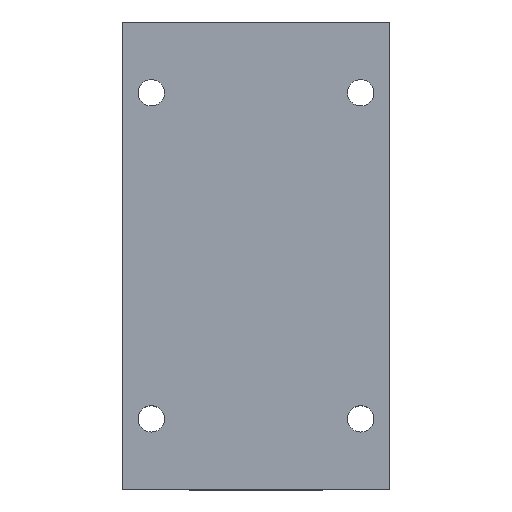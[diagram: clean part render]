
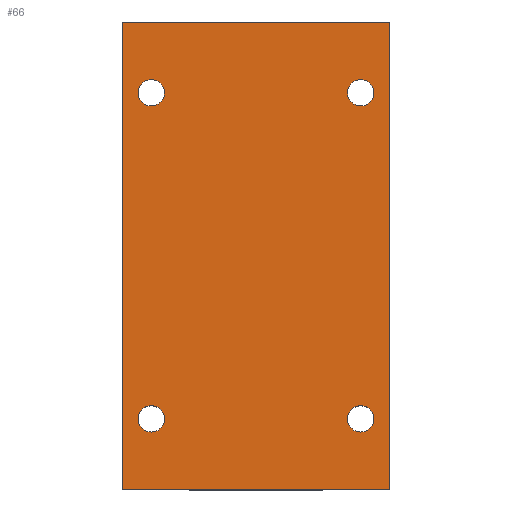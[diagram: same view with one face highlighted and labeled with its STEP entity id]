
A CAD part, top view. The second image highlights one B-rep face of the part: STEP entity #66.
In plain terms, the highlighted planar face has unit normal (0, 0, 1).
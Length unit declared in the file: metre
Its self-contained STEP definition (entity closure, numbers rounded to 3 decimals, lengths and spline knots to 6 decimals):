
#66 = ADVANCED_FACE( '', ( #158, #159, #160, #161, #162 ), #163, .T. );
#158 = FACE_BOUND( '', #289, .T. );
#159 = FACE_BOUND( '', #290, .T. );
#160 = FACE_BOUND( '', #291, .T. );
#161 = FACE_BOUND( '', #292, .T. );
#162 = FACE_OUTER_BOUND( '', #293, .T. );
#163 = PLANE( '', #294 );
#289 = EDGE_LOOP( '', ( #428 ) );
#290 = EDGE_LOOP( '', ( #429 ) );
#291 = EDGE_LOOP( '', ( #430 ) );
#292 = EDGE_LOOP( '', ( #431 ) );
#293 = EDGE_LOOP( '', ( #432, #433, #434, #435 ) );
#294 = AXIS2_PLACEMENT_3D( '', #436, #437, #438 );
#428 = ORIENTED_EDGE( '', *, *, #715, .F. );
#429 = ORIENTED_EDGE( '', *, *, #716, .F. );
#430 = ORIENTED_EDGE( '', *, *, #717, .F. );
#431 = ORIENTED_EDGE( '', *, *, #718, .F. );
#432 = ORIENTED_EDGE( '', *, *, #719, .F. );
#433 = ORIENTED_EDGE( '', *, *, #720, .F. );
#434 = ORIENTED_EDGE( '', *, *, #721, .T. );
#435 = ORIENTED_EDGE( '', *, *, #722, .T. );
#436 = CARTESIAN_POINT( '', ( -0.0435, -0.076, 0.034 ) );
#437 = DIRECTION( '', ( 0., 0., 1. ) );
#438 = DIRECTION( '', ( 1., 0., 0. ) );
#715 = EDGE_CURVE( '', #843, #843, #844, .T. );
#716 = EDGE_CURVE( '', #845, #845, #846, .T. );
#717 = EDGE_CURVE( '', #847, #847, #848, .T. );
#718 = EDGE_CURVE( '', #849, #849, #850, .T. );
#719 = EDGE_CURVE( '', #851, #852, #853, .T. );
#720 = EDGE_CURVE( '', #854, #851, #855, .T. );
#721 = EDGE_CURVE( '', #854, #856, #857, .T. );
#722 = EDGE_CURVE( '', #856, #852, #858, .T. );
#843 = VERTEX_POINT( '', #1026 );
#844 = CIRCLE( '', #1027, 0.0043 );
#845 = VERTEX_POINT( '', #1028 );
#846 = CIRCLE( '', #1029, 0.0043 );
#847 = VERTEX_POINT( '', #1030 );
#848 = CIRCLE( '', #1031, 0.0043 );
#849 = VERTEX_POINT( '', #1032 );
#850 = CIRCLE( '', #1033, 0.0043 );
#851 = VERTEX_POINT( '', #1034 );
#852 = VERTEX_POINT( '', #1035 );
#853 = LINE( '', #1036, #1037 );
#854 = VERTEX_POINT( '', #1038 );
#855 = LINE( '', #1039, #1040 );
#856 = VERTEX_POINT( '', #1041 );
#857 = LINE( '', #1042, #1043 );
#858 = LINE( '', #1044, #1045 );
#1026 = CARTESIAN_POINT( '', ( -0.0297, 0.053, 0.034 ) );
#1027 = AXIS2_PLACEMENT_3D( '', #1297, #1298, #1299 );
#1028 = CARTESIAN_POINT( '', ( -0.0297, -0.053, 0.034 ) );
#1029 = AXIS2_PLACEMENT_3D( '', #1300, #1301, #1302 );
#1030 = CARTESIAN_POINT( '', ( 0.0383, -0.053, 0.034 ) );
#1031 = AXIS2_PLACEMENT_3D( '', #1303, #1304, #1305 );
#1032 = CARTESIAN_POINT( '', ( 0.0383, 0.053, 0.034 ) );
#1033 = AXIS2_PLACEMENT_3D( '', #1306, #1307, #1308 );
#1034 = CARTESIAN_POINT( '', ( -0.0435, 0.076, 0.034 ) );
#1035 = CARTESIAN_POINT( '', ( 0.0435, 0.076, 0.034 ) );
#1036 = CARTESIAN_POINT( '', ( -0.0435, 0.076, 0.034 ) );
#1037 = VECTOR( '', #1309, 1. );
#1038 = CARTESIAN_POINT( '', ( -0.0435, -0.076, 0.034 ) );
#1039 = CARTESIAN_POINT( '', ( -0.0435, -0.076, 0.034 ) );
#1040 = VECTOR( '', #1310, 1. );
#1041 = CARTESIAN_POINT( '', ( 0.0435, -0.076, 0.034 ) );
#1042 = CARTESIAN_POINT( '', ( -0.0435, -0.076, 0.034 ) );
#1043 = VECTOR( '', #1311, 1. );
#1044 = CARTESIAN_POINT( '', ( 0.0435, -0.076, 0.034 ) );
#1045 = VECTOR( '', #1312, 1. );
#1297 = CARTESIAN_POINT( '', ( -0.034, 0.053, 0.034 ) );
#1298 = DIRECTION( '', ( 0., 0., 1. ) );
#1299 = DIRECTION( '', ( 1., 0., 0. ) );
#1300 = CARTESIAN_POINT( '', ( -0.034, -0.053, 0.034 ) );
#1301 = DIRECTION( '', ( 0., 0., 1. ) );
#1302 = DIRECTION( '', ( 1., 0., 0. ) );
#1303 = CARTESIAN_POINT( '', ( 0.034, -0.053, 0.034 ) );
#1304 = DIRECTION( '', ( 0., 0., 1. ) );
#1305 = DIRECTION( '', ( 1., 0., 0. ) );
#1306 = CARTESIAN_POINT( '', ( 0.034, 0.053, 0.034 ) );
#1307 = DIRECTION( '', ( 0., 0., 1. ) );
#1308 = DIRECTION( '', ( 1., 0., 0. ) );
#1309 = DIRECTION( '', ( 1., 0., 0. ) );
#1310 = DIRECTION( '', ( 0., 1., 0. ) );
#1311 = DIRECTION( '', ( 1., 0., 0. ) );
#1312 = DIRECTION( '', ( 0., 1., 0. ) );
